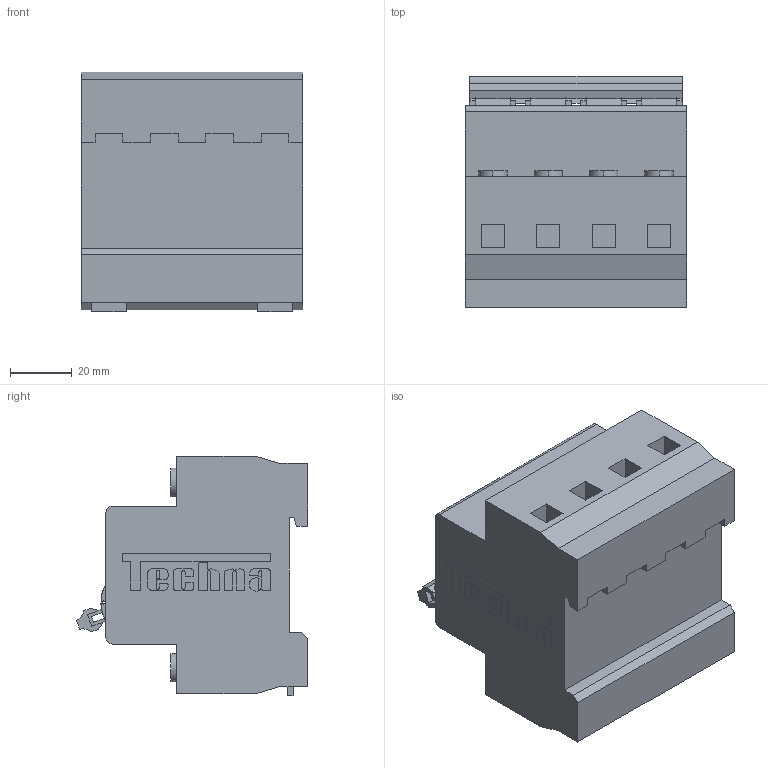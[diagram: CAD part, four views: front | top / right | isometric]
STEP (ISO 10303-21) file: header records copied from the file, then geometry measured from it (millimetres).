
FILE_DESCRIPTION (( 'STEP AP214' ), '1' );
FILE_NAME ('Gtec 4 Pole-W.STEP', '2020-05-26T08:47:38', ( '' ), ( '' ), 'SwSTEP 2.0', 'SolidWorks 2020', '' );
FILE_SCHEMA (( 'AUTOMOTIVE_DESIGN' ));
Length unit declared in the file: millimetre
Products named in the file (1): Gtec 4 Pole-W
Bounding box: 72 x 75.07 x 77.88 mm (x, y, z)
Volume: 286246 mm3; surface area: 39978.2 mm2
Topology: 1 solids, 13 shells, 1742 faces, 4894 edges, 3186 vertices
Faces by surface type: plane 1068, cylinder 623, bspline 51
Entity records: 61016 total; most frequent: CARTESIAN_POINT 13002, ORIENTED_EDGE 9788, DIRECTION 9539, EDGE_CURVE 4894, LINE 3429, VECTOR 3429, VERTEX_POINT 3186, AXIS2_PLACEMENT_3D 3055
